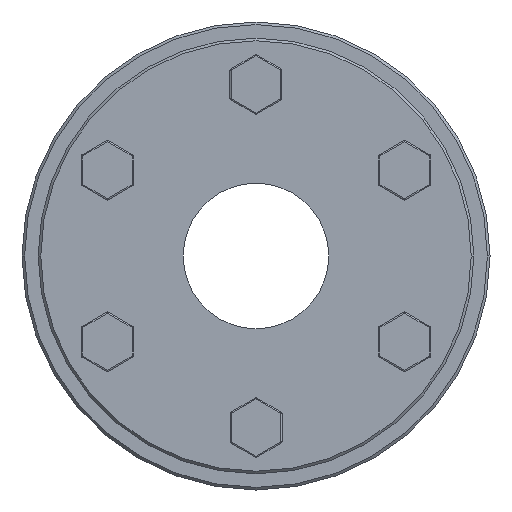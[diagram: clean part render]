
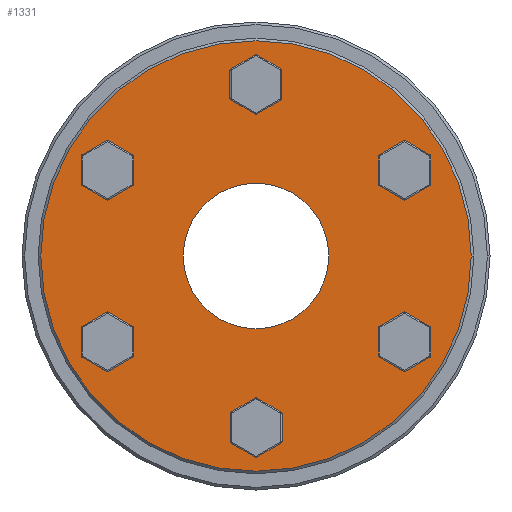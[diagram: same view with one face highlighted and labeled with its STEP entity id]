
A CAD part, left-side view. The second image highlights one B-rep face of the part: STEP entity #1331.
In plain terms, the highlighted planar face has unit normal (-1, 0, 0).
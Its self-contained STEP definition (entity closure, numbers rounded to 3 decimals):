
#758 = VERTEX_POINT ( 'NONE', #6423 ) ;
#759 = VERTEX_POINT ( 'NONE', #6424 ) ;
#780 = VERTEX_POINT ( 'NONE', #6445 ) ;
#818 = VERTEX_POINT ( 'NONE', #6483 ) ;
#1124 = EDGE_CURVE ( 'NONE', #818, #780, #2210, .T. ) ;
#1153 = EDGE_CURVE ( 'NONE', #759, #758, #6904, .T. ) ;
#1331 = ADVANCED_FACE ( 'NONE', ( #7219, #7222 ), #8526, .T. ) ;
#1812 = ORIENTED_EDGE ( 'NONE', *, *, #2417, .T. ) ;
#1942 = ORIENTED_EDGE ( 'NONE', *, *, #2424, .T. ) ;
#1943 = ORIENTED_EDGE ( 'NONE', *, *, #1153, .T. ) ;
#1944 = ORIENTED_EDGE ( 'NONE', *, *, #1124, .T. ) ;
#2210 = CIRCLE ( 'NONE', #7514, 14. ) ;
#2213 = EDGE_LOOP ( 'NONE', ( #1942, #1943 ) ) ;
#2231 = EDGE_LOOP ( 'NONE', ( #1944, #1812 ) ) ;
#2417 = EDGE_CURVE ( 'NONE', #780, #818, #7342, .T. ) ;
#2424 = EDGE_CURVE ( 'NONE', #758, #759, #7348, .T. ) ;
#6423 = CARTESIAN_POINT ( 'NONE',  ( -31., 41.387, 0. ) ) ;
#6424 = CARTESIAN_POINT ( 'NONE',  ( -31., -41.387, 0. ) ) ;
#6445 = CARTESIAN_POINT ( 'NONE',  ( -31., -14., 0. ) ) ;
#6483 = CARTESIAN_POINT ( 'NONE',  ( -31., 14., 0. ) ) ;
#6718 = CARTESIAN_POINT ( 'NONE',  ( -31., 0., 0. ) ) ;
#6719 = DIRECTION ( 'NONE',  ( 1., 0., 0. ) ) ;
#6720 = DIRECTION ( 'NONE',  ( 0., 1., 0. ) ) ;
#6739 = CARTESIAN_POINT ( 'NONE',  ( -31., 0., 0. ) ) ;
#6748 = DIRECTION ( 'NONE',  ( -1., 0., 0. ) ) ;
#6749 = DIRECTION ( 'NONE',  ( 0., -1., 0. ) ) ;
#6904 = CIRCLE ( 'NONE', #7510, 41.387 ) ;
#7219 = FACE_OUTER_BOUND ( 'NONE', #2213, .T. ) ;
#7222 = FACE_BOUND ( 'NONE', #2231, .T. ) ;
#7342 = CIRCLE ( 'NONE', #7739, 14. ) ;
#7348 = CIRCLE ( 'NONE', #7749, 41.387 ) ;
#7510 = AXIS2_PLACEMENT_3D ( 'NONE', #6739, #6748, #6749 ) ;
#7514 = AXIS2_PLACEMENT_3D ( 'NONE', #6718, #6719, #6720 ) ;
#7685 = AXIS2_PLACEMENT_3D ( 'NONE', #8525, #8528, #8529 ) ;
#7739 = AXIS2_PLACEMENT_3D ( 'NONE', #8742, #8744, #8745 ) ;
#7749 = AXIS2_PLACEMENT_3D ( 'NONE', #8763, #8765, #8766 ) ;
#8525 = CARTESIAN_POINT ( 'NONE',  ( -31., 14., 0. ) ) ;
#8526 = PLANE ( 'NONE',  #7685 ) ;
#8528 = DIRECTION ( 'NONE',  ( -1., 0., 0. ) ) ;
#8529 = DIRECTION ( 'NONE',  ( 0., -1., 0. ) ) ;
#8742 = CARTESIAN_POINT ( 'NONE',  ( -31., 0., 0. ) ) ;
#8744 = DIRECTION ( 'NONE',  ( 1., 0., 0. ) ) ;
#8745 = DIRECTION ( 'NONE',  ( 0., 1., 0. ) ) ;
#8763 = CARTESIAN_POINT ( 'NONE',  ( -31., 0., 0. ) ) ;
#8765 = DIRECTION ( 'NONE',  ( -1., 0., 0. ) ) ;
#8766 = DIRECTION ( 'NONE',  ( 0., -1., 0. ) ) ;
